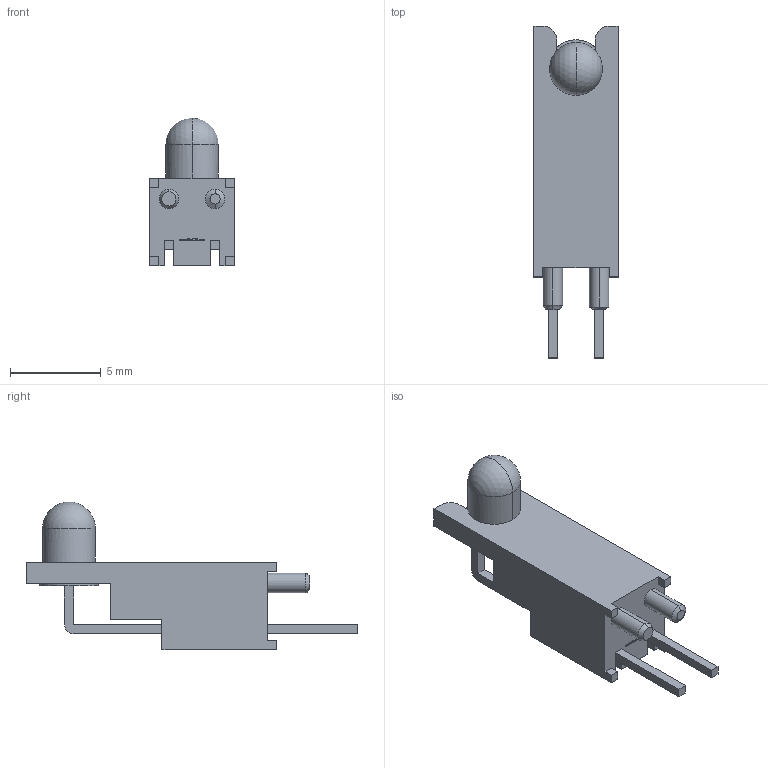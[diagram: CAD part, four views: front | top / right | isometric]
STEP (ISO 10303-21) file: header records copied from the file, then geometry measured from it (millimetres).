
FILE_DESCRIPTION (( 'STEP AP214' ), '1' );
FILE_NAME ('XYH1Lxx11.STEP', '2015-09-09T21:11:28', ( '' ), ( '' ), 'SwSTEP 2.0', 'SolidWorks 2012', '' );
FILE_SCHEMA (( 'AUTOMOTIVE_DESIGN' ));
Length unit declared in the file: millimetre
Products named in the file (1): XYH1Lxx11
Bounding box: 4.63 x 18.24 x 8.13 mm (x, y, z)
Volume: 219.5 mm3; surface area: 361.7 mm2
Topology: 1 solids, 1 shells, 263 faces, 726 edges, 479 vertices
Faces by surface type: plane 177, bspline 68, cylinder 12, cone 4, sphere 2
Entity records: 13428 total; most frequent: CARTESIAN_POINT 4675, ORIENTED_EDGE 1444, DIRECTION 1012, EDGE_CURVE 722, LINE 552, VECTOR 552, VERTEX_POINT 477, EDGE_LOOP 283
